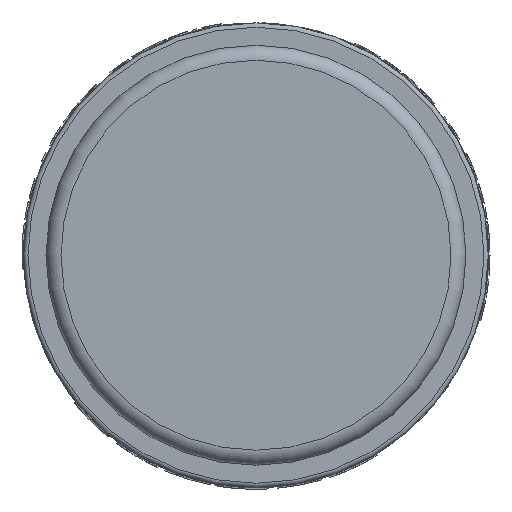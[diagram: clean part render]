
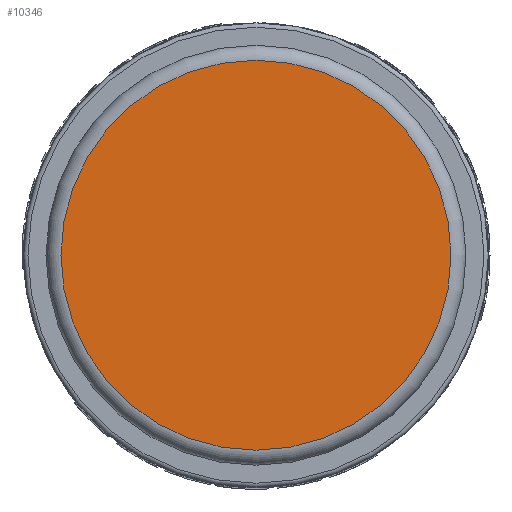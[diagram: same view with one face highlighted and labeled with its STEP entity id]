
A CAD part, left-side view. The second image highlights one B-rep face of the part: STEP entity #10346.
In plain terms, the highlighted planar face has unit normal (-1, 0, 0).
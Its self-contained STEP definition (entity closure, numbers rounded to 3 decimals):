
#1276=PLANE('',#10839);
#1805=FACE_OUTER_BOUND('',#2403,.T.);
#2403=EDGE_LOOP('',(#9077,#9078));
#3777=CIRCLE('',#10833,13.);
#3778=CIRCLE('',#10834,13.);
#4754=VERTEX_POINT('',#72669);
#4755=VERTEX_POINT('',#72671);
#6206=EDGE_CURVE('',#4754,#4755,#3777,.T.);
#6207=EDGE_CURVE('',#4755,#4754,#3778,.T.);
#9077=ORIENTED_EDGE('',*,*,#6207,.F.);
#9078=ORIENTED_EDGE('',*,*,#6206,.F.);
#10346=ADVANCED_FACE('',(#1805),#1276,.T.);
#10833=AXIS2_PLACEMENT_3D('',#72672,#12300,#12301);
#10834=AXIS2_PLACEMENT_3D('',#72673,#12302,#12303);
#10839=AXIS2_PLACEMENT_3D('',#72681,#12313,#12314);
#12300=DIRECTION('center_axis',(1.,0.,0.));
#12301=DIRECTION('ref_axis',(0.,1.,0.));
#12302=DIRECTION('center_axis',(1.,0.,0.));
#12303=DIRECTION('ref_axis',(0.,1.,0.));
#12313=DIRECTION('center_axis',(-1.,0.,0.));
#12314=DIRECTION('ref_axis',(0.,0.,
-1.));
#72669=CARTESIAN_POINT('',(-0.23,0.,-13.));
#72671=CARTESIAN_POINT('',(-0.23,-13.,0.));
#72672=CARTESIAN_POINT('Origin',(-0.23,0.,
0.));
#72673=CARTESIAN_POINT('Origin',(-0.23,0.,
0.));
#72681=CARTESIAN_POINT('Origin',(-0.23,-12.75,0.));
